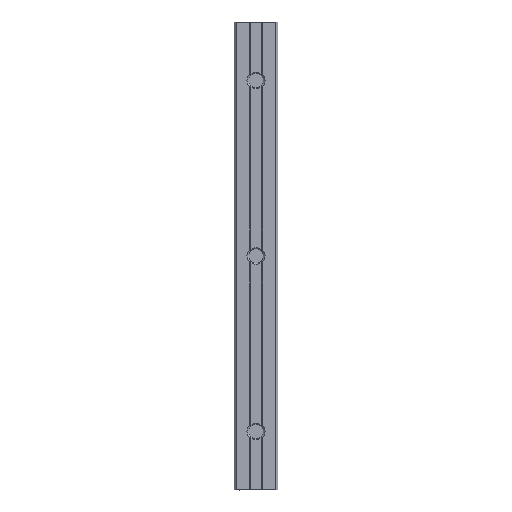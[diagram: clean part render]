
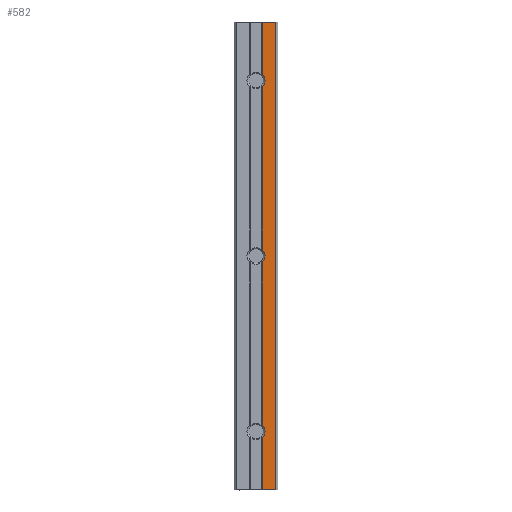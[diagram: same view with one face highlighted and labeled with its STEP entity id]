
A CAD part, front view. The second image highlights one B-rep face of the part: STEP entity #582.
In plain terms, the highlighted planar face has unit normal (0, -1, 0).
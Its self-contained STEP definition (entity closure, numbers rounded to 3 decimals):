
#9 = VERTEX_POINT ( 'NONE', #812 ) ;
#35 = EDGE_CURVE ( 'NONE', #46, #9, #778, .T. ) ;
#46 = VERTEX_POINT ( 'NONE', #851 ) ;
#54 = EDGE_CURVE ( 'NONE', #55, #59, #910, .T. ) ;
#55 = VERTEX_POINT ( 'NONE', #906 ) ;
#59 = VERTEX_POINT ( 'NONE', #903 ) ;
#160 = EDGE_CURVE ( 'NONE', #161, #211, #1024, .T. ) ;
#161 = VERTEX_POINT ( 'NONE', #1019 ) ;
#211 = VERTEX_POINT ( 'NONE', #1241 ) ;
#280 = VERTEX_POINT ( 'NONE', #1202 ) ;
#282 = EDGE_CURVE ( 'NONE', #211, #280, #1201, .T. ) ;
#324 = VERTEX_POINT ( 'NONE', #1288 ) ;
#336 = EDGE_CURVE ( 'NONE', #9, #495, #1105, .T. ) ;
#343 = VERTEX_POINT ( 'NONE', #1446 ) ;
#345 = EDGE_CURVE ( 'NONE', #346, #343, #1487, .T. ) ;
#346 = VERTEX_POINT ( 'NONE', #1445 ) ;
#353 = EDGE_CURVE ( 'NONE', #431, #324, #1424, .T. ) ;
#370 = EDGE_CURVE ( 'NONE', #59, #371, #1547, .T. ) ;
#371 = VERTEX_POINT ( 'NONE', #1543 ) ;
#393 = EDGE_CURVE ( 'NONE', #371, #161, #1583, .T. ) ;
#405 = EDGE_CURVE ( 'NONE', #324, #46, #1563, .T. ) ;
#411 = EDGE_CURVE ( 'NONE', #495, #55, #1460, .T. ) ;
#431 = VERTEX_POINT ( 'NONE', #1638 ) ;
#495 = VERTEX_POINT ( 'NONE', #1756 ) ;
#541 = EDGE_LOOP ( 'NONE', ( #542, #721, #722, #723, #761, #592, #623, #624, #597, #569, #570, #572, #573 ) ) ;
#542 = ORIENTED_EDGE ( 'NONE', *, *, #353, .T. ) ;
#569 = ORIENTED_EDGE ( 'NONE', *, *, #282, .T. ) ;
#570 = ORIENTED_EDGE ( 'NONE', *, *, #571, .F. ) ;
#571 = EDGE_CURVE ( 'NONE', #346, #280, #1850, .T. ) ;
#572 = ORIENTED_EDGE ( 'NONE', *, *, #345, .T. ) ;
#573 = ORIENTED_EDGE ( 'NONE', *, *, #574, .T. ) ;
#574 = EDGE_CURVE ( 'NONE', #343, #431, #1846, .T. ) ;
#582 = ADVANCED_FACE ( 'NONE', ( #1828 ), #1827, .T. ) ;
#592 = ORIENTED_EDGE ( 'NONE', *, *, #54, .T. ) ;
#597 = ORIENTED_EDGE ( 'NONE', *, *, #160, .T. ) ;
#623 = ORIENTED_EDGE ( 'NONE', *, *, #370, .T. ) ;
#624 = ORIENTED_EDGE ( 'NONE', *, *, #393, .T. ) ;
#721 = ORIENTED_EDGE ( 'NONE', *, *, #405, .T. ) ;
#722 = ORIENTED_EDGE ( 'NONE', *, *, #35, .T. ) ;
#723 = ORIENTED_EDGE ( 'NONE', *, *, #336, .T. ) ;
#761 = ORIENTED_EDGE ( 'NONE', *, *, #411, .T. ) ;
#774 = DIRECTION ( 'NONE',  ( 0., 0., -1. ) ) ;
#775 = DIRECTION ( 'NONE',  ( 0., 1., 0. ) ) ;
#776 = CARTESIAN_POINT ( 'NONE',  ( 0., -24., 80. ) ) ;
#777 = AXIS2_PLACEMENT_3D ( 'NONE', #776, #775, #774 ) ;
#778 = CIRCLE ( 'NONE', #777, 3.1 ) ;
#812 = CARTESIAN_POINT ( 'NONE',  ( 2.35, -24., 77.978 ) ) ;
#851 = CARTESIAN_POINT ( 'NONE',  ( 3.1, -24., 80. ) ) ;
#903 = CARTESIAN_POINT ( 'NONE',  ( 2.35, -24., 17.978 ) ) ;
#906 = CARTESIAN_POINT ( 'NONE',  ( 3.1, -24., 20. ) ) ;
#907 = DIRECTION ( 'NONE',  ( 0., 0., -1. ) ) ;
#908 = DIRECTION ( 'NONE',  ( 0., 1., 0. ) ) ;
#909 = AXIS2_PLACEMENT_3D ( 'NONE', #915, #908, #907 ) ;
#910 = CIRCLE ( 'NONE', #909, 3.1 ) ;
#915 = CARTESIAN_POINT ( 'NONE',  ( 0., -24., 20. ) ) ;
#1019 = CARTESIAN_POINT ( 'NONE',  ( 3.1, -24., -40. ) ) ;
#1020 = DIRECTION ( 'NONE',  ( 0., 0., -1. ) ) ;
#1021 = DIRECTION ( 'NONE',  ( 0., 1., 0. ) ) ;
#1022 = CARTESIAN_POINT ( 'NONE',  ( 0., -24., -40. ) ) ;
#1023 = AXIS2_PLACEMENT_3D ( 'NONE', #1022, #1021, #1020 ) ;
#1024 = CIRCLE ( 'NONE', #1023, 3.1 ) ;
#1105 = LINE ( 'NONE', #1107, #1106 ) ;
#1106 = VECTOR ( 'NONE', #1490, 1000. ) ;
#1107 = CARTESIAN_POINT ( 'NONE',  ( 2.35, -24., 50. ) ) ;
#1198 = DIRECTION ( 'NONE',  ( 0., 0., -1. ) ) ;
#1199 = VECTOR ( 'NONE', #1198, 1000. ) ;
#1200 = CARTESIAN_POINT ( 'NONE',  ( 2.35, -24., 50. ) ) ;
#1201 = LINE ( 'NONE', #1200, #1199 ) ;
#1202 = CARTESIAN_POINT ( 'NONE',  ( 2.35, -24., -60. ) ) ;
#1241 = CARTESIAN_POINT ( 'NONE',  ( 2.35, -24., -42.022 ) ) ;
#1288 = CARTESIAN_POINT ( 'NONE',  ( 2.35, -24., 82.022 ) ) ;
#1422 = DIRECTION ( 'NONE',  ( 0., 0., -1. ) ) ;
#1423 = CARTESIAN_POINT ( 'NONE',  ( 2.35, -24., 50. ) ) ;
#1424 = LINE ( 'NONE', #1423, #1451 ) ;
#1445 = CARTESIAN_POINT ( 'NONE',  ( 6.8, -24., -60. ) ) ;
#1446 = CARTESIAN_POINT ( 'NONE',  ( 6.8, -24., 100. ) ) ;
#1447 = DIRECTION ( 'NONE',  ( 0., 0., 1. ) ) ;
#1448 = VECTOR ( 'NONE', #1447, 1000. ) ;
#1451 = VECTOR ( 'NONE', #1422, 1000. ) ;
#1456 = DIRECTION ( 'NONE',  ( 0., 0., -1. ) ) ;
#1457 = DIRECTION ( 'NONE',  ( 0., 1., 0. ) ) ;
#1458 = CARTESIAN_POINT ( 'NONE',  ( 0., -24., 20. ) ) ;
#1459 = AXIS2_PLACEMENT_3D ( 'NONE', #1458, #1457, #1456 ) ;
#1460 = CIRCLE ( 'NONE', #1459, 3.1 ) ;
#1461 = DIRECTION ( 'NONE',  ( 0., 0., -1. ) ) ;
#1486 = CARTESIAN_POINT ( 'NONE',  ( 6.8, -24., 50. ) ) ;
#1487 = LINE ( 'NONE', #1486, #1448 ) ;
#1490 = DIRECTION ( 'NONE',  ( 0., 0., -1. ) ) ;
#1543 = CARTESIAN_POINT ( 'NONE',  ( 2.35, -24., -37.978 ) ) ;
#1544 = DIRECTION ( 'NONE',  ( 0., 0., -1. ) ) ;
#1545 = VECTOR ( 'NONE', #1544, 1000. ) ;
#1546 = CARTESIAN_POINT ( 'NONE',  ( 2.35, -24., 50. ) ) ;
#1547 = LINE ( 'NONE', #1546, #1545 ) ;
#1556 = DIRECTION ( 'NONE',  ( 0., 1., 0. ) ) ;
#1557 = CARTESIAN_POINT ( 'NONE',  ( 0., -24., 80. ) ) ;
#1558 = AXIS2_PLACEMENT_3D ( 'NONE', #1557, #1556, #1461 ) ;
#1563 = CIRCLE ( 'NONE', #1558, 3.1 ) ;
#1579 = DIRECTION ( 'NONE',  ( 0., 0., -1. ) ) ;
#1580 = DIRECTION ( 'NONE',  ( 0., 1., 0. ) ) ;
#1581 = CARTESIAN_POINT ( 'NONE',  ( 0., -24., -40. ) ) ;
#1582 = AXIS2_PLACEMENT_3D ( 'NONE', #1581, #1580, #1579 ) ;
#1583 = CIRCLE ( 'NONE', #1582, 3.1 ) ;
#1638 = CARTESIAN_POINT ( 'NONE',  ( 2.35, -24., 100. ) ) ;
#1756 = CARTESIAN_POINT ( 'NONE',  ( 2.35, -24., 22.022 ) ) ;
#1823 = DIRECTION ( 'NONE',  ( 0., 0., -1. ) ) ;
#1824 = DIRECTION ( 'NONE',  ( 0., -1., 0. ) ) ;
#1825 = CARTESIAN_POINT ( 'NONE',  ( -2.35, -24., 50. ) ) ;
#1826 = AXIS2_PLACEMENT_3D ( 'NONE', #1825, #1824, #1823 ) ;
#1827 = PLANE ( 'NONE',  #1826 ) ;
#1828 = FACE_OUTER_BOUND ( 'NONE', #541, .T. ) ;
#1843 = DIRECTION ( 'NONE',  ( -1., 0., 0. ) ) ;
#1844 = VECTOR ( 'NONE', #1843, 1000. ) ;
#1845 = CARTESIAN_POINT ( 'NONE',  ( 0., -24., 100. ) ) ;
#1846 = LINE ( 'NONE', #1845, #1844 ) ;
#1847 = DIRECTION ( 'NONE',  ( -1., 0., 0. ) ) ;
#1848 = VECTOR ( 'NONE', #1847, 1000. ) ;
#1849 = CARTESIAN_POINT ( 'NONE',  ( 0., -24., -60. ) ) ;
#1850 = LINE ( 'NONE', #1849, #1848 ) ;
